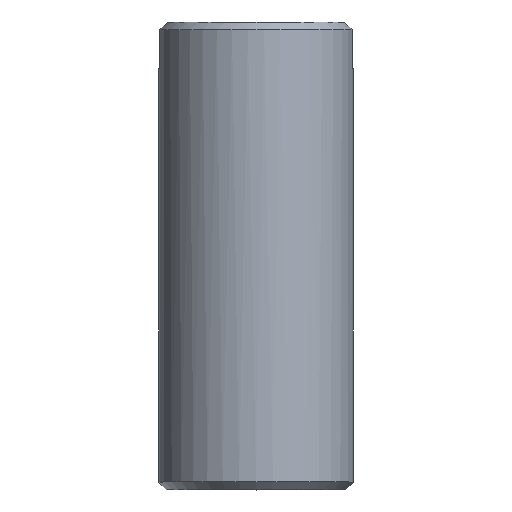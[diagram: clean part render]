
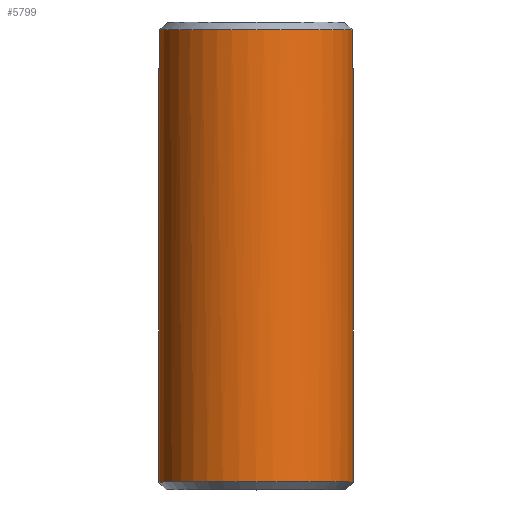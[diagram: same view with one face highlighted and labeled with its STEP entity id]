
A CAD part, top view. The second image highlights one B-rep face of the part: STEP entity #5799.
In plain terms, the highlighted cylindrical face has radius 6.25 mm (diameter 12.5 mm), a full revolution.
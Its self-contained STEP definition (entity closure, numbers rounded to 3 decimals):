
#316 = VERTEX_POINT ( 'NONE', #15191 ) ;
#626 = CYLINDRICAL_SURFACE ( 'NONE', #9451, 6.25 ) ;
#867 = DIRECTION ( 'NONE',  ( 0., 1., 0. ) ) ;
#895 = ORIENTED_EDGE ( 'NONE', *, *, #2116, .F. ) ;
#1023 = LINE ( 'NONE', #8192, #3711 ) ;
#1139 = EDGE_CURVE ( 'NONE', #10794, #10794, #2763, .T. ) ;
#1165 = CARTESIAN_POINT ( 'NONE',  ( 6.169, 0., 1. ) ) ;
#1287 = CARTESIAN_POINT ( 'NONE',  ( -6.169, 27., 1. ) ) ;
#1555 = CARTESIAN_POINT ( 'NONE',  ( 0., 29.5, 0. ) ) ;
#1564 = VERTEX_POINT ( 'NONE', #15235 ) ;
#1631 = EDGE_LOOP ( 'NONE', ( #9159 ) ) ;
#1709 = VERTEX_POINT ( 'NONE', #6875 ) ;
#1926 = AXIS2_PLACEMENT_3D ( 'NONE', #10495, #867, #4553 ) ;
#2116 = EDGE_CURVE ( 'NONE', #6782, #1564, #10628, .T. ) ;
#2331 = ORIENTED_EDGE ( 'NONE', *, *, #15351, .F. ) ;
#2357 = CARTESIAN_POINT ( 'NONE',  ( 0., 27., 0. ) ) ;
#2393 = DIRECTION ( 'NONE',  ( 0., -1., 0. ) ) ;
#2401 = DIRECTION ( 'NONE',  ( 0., 0., -1. ) ) ;
#2763 = CIRCLE ( 'NONE', #1926, 6.25 ) ;
#2849 = CARTESIAN_POINT ( 'NONE',  ( -6.169, 0., 1. ) ) ;
#2864 = VECTOR ( 'NONE', #5378, 1000. ) ;
#3597 = DIRECTION ( 'NONE',  ( 0., 0., 1. ) ) ;
#3665 = AXIS2_PLACEMENT_3D ( 'NONE', #9763, #13596, #4925 ) ;
#3711 = VECTOR ( 'NONE', #10698, 1000. ) ;
#3718 = ORIENTED_EDGE ( 'NONE', *, *, #5318, .F. ) ;
#3895 = CIRCLE ( 'NONE', #5879, 6.25 ) ;
#4187 = ORIENTED_EDGE ( 'NONE', *, *, #5846, .F. ) ;
#4553 = DIRECTION ( 'NONE',  ( 0., 0., -1. ) ) ;
#4645 = LINE ( 'NONE', #7498, #7128 ) ;
#4925 = DIRECTION ( 'NONE',  ( 0., 0., -1. ) ) ;
#5146 = VERTEX_POINT ( 'NONE', #10339 ) ;
#5227 = CARTESIAN_POINT ( 'NONE',  ( 6.169, 27., 1. ) ) ;
#5318 = EDGE_CURVE ( 'NONE', #316, #6782, #8101, .T. ) ;
#5378 = DIRECTION ( 'NONE',  ( 0., 1., 0. ) ) ;
#5757 = CARTESIAN_POINT ( 'NONE',  ( 0., 0., 0. ) ) ;
#5799 = ADVANCED_FACE ( 'NONE', ( #8291, #7334 ), #626, .T. ) ;
#5846 = EDGE_CURVE ( 'NONE', #1564, #5902, #4645, .T. ) ;
#5879 = AXIS2_PLACEMENT_3D ( 'NONE', #7291, #13299, #3597 ) ;
#5902 = VERTEX_POINT ( 'NONE', #15142 ) ;
#5960 = EDGE_CURVE ( 'NONE', #1709, #5902, #6351, .T. ) ;
#6351 = CIRCLE ( 'NONE', #14663, 6.25 ) ;
#6571 = AXIS2_PLACEMENT_3D ( 'NONE', #2357, #8408, #2401 ) ;
#6641 = ORIENTED_EDGE ( 'NONE', *, *, #14794, .T. ) ;
#6740 = VERTEX_POINT ( 'NONE', #1287 ) ;
#6782 = VERTEX_POINT ( 'NONE', #5227 ) ;
#6824 = VERTEX_POINT ( 'NONE', #11280 ) ;
#6875 = CARTESIAN_POINT ( 'NONE',  ( -6.169, 29.5, -1. ) ) ;
#7079 = DIRECTION ( 'NONE',  ( 0., 0., -1. ) ) ;
#7128 = VECTOR ( 'NONE', #8594, 1000. ) ;
#7199 = EDGE_CURVE ( 'NONE', #6740, #5146, #9419, .T. ) ;
#7291 = CARTESIAN_POINT ( 'NONE',  ( 0., 29.5, 0. ) ) ;
#7334 = FACE_OUTER_BOUND ( 'NONE', #1631, .T. ) ;
#7351 = CIRCLE ( 'NONE', #6571, 6.25 ) ;
#7498 = CARTESIAN_POINT ( 'NONE',  ( 6.169, 0., -1. ) ) ;
#8101 = LINE ( 'NONE', #1165, #11156 ) ;
#8192 = CARTESIAN_POINT ( 'NONE',  ( -6.169, 0., -1. ) ) ;
#8198 = EDGE_LOOP ( 'NONE', ( #10383, #15175, #4187, #895, #3718, #6641, #13462, #2331 ) ) ;
#8269 = DIRECTION ( 'NONE',  ( 0., -1., 0. ) ) ;
#8291 = FACE_OUTER_BOUND ( 'NONE', #8198, .T. ) ;
#8408 = DIRECTION ( 'NONE',  ( 0., 1., 0. ) ) ;
#8594 = DIRECTION ( 'NONE',  ( 0., 1., 0. ) ) ;
#9159 = ORIENTED_EDGE ( 'NONE', *, *, #1139, .T. ) ;
#9419 = LINE ( 'NONE', #2849, #2864 ) ;
#9451 = AXIS2_PLACEMENT_3D ( 'NONE', #5757, #8269, #7079 ) ;
#9763 = CARTESIAN_POINT ( 'NONE',  ( 0., 27., 0. ) ) ;
#10068 = DIRECTION ( 'NONE',  ( 0., 0., 1. ) ) ;
#10116 = DIRECTION ( 'NONE',  ( 0., -1., 0. ) ) ;
#10339 = CARTESIAN_POINT ( 'NONE',  ( -6.169, 29.5, 1. ) ) ;
#10383 = ORIENTED_EDGE ( 'NONE', *, *, #15328, .F. ) ;
#10495 = CARTESIAN_POINT ( 'NONE',  ( 0., 0.5, 0. ) ) ;
#10628 = CIRCLE ( 'NONE', #3665, 6.25 ) ;
#10698 = DIRECTION ( 'NONE',  ( 0., -1., 0. ) ) ;
#10794 = VERTEX_POINT ( 'NONE', #10948 ) ;
#10948 = CARTESIAN_POINT ( 'NONE',  ( 0., 0.5, -6.25 ) ) ;
#11156 = VECTOR ( 'NONE', #2393, 1000. ) ;
#11280 = CARTESIAN_POINT ( 'NONE',  ( -6.169, 27., -1. ) ) ;
#13299 = DIRECTION ( 'NONE',  ( 0., -1., 0. ) ) ;
#13462 = ORIENTED_EDGE ( 'NONE', *, *, #7199, .F. ) ;
#13596 = DIRECTION ( 'NONE',  ( 0., 1., 0. ) ) ;
#14663 = AXIS2_PLACEMENT_3D ( 'NONE', #1555, #10116, #10068 ) ;
#14794 = EDGE_CURVE ( 'NONE', #316, #5146, #3895, .T. ) ;
#15142 = CARTESIAN_POINT ( 'NONE',  ( 6.169, 29.5, -1. ) ) ;
#15175 = ORIENTED_EDGE ( 'NONE', *, *, #5960, .T. ) ;
#15191 = CARTESIAN_POINT ( 'NONE',  ( 6.169, 29.5, 1. ) ) ;
#15235 = CARTESIAN_POINT ( 'NONE',  ( 6.169, 27., -1. ) ) ;
#15328 = EDGE_CURVE ( 'NONE', #1709, #6824, #1023, .T. ) ;
#15351 = EDGE_CURVE ( 'NONE', #6824, #6740, #7351, .T. ) ;
